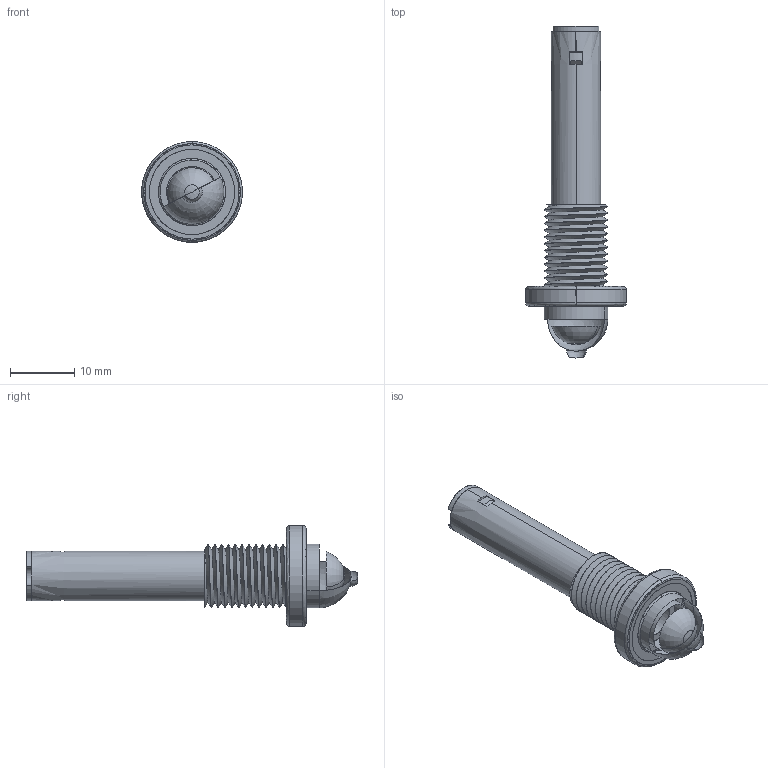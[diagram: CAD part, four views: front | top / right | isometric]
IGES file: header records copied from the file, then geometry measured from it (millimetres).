
Start section: SolidWorks IGES file using analytic representation for surfaces
Global section: file name: STEP;L75SeriesW.IGS; native system: SolidWorks 2016; preprocessor: SolidWorks 2016; author: mvancourt; date: 160823.105919; units: inch
Bounding box: 15.62 x 51.51 x 15.62 mm (x, y, z)
Surface area: 4259.6 mm2 (no closed solid volume)
Topology: 0 solids, 0 shells, 144 faces, 2091 edges, 2087 vertices
Faces by surface type: revolution 75, bspline 69
